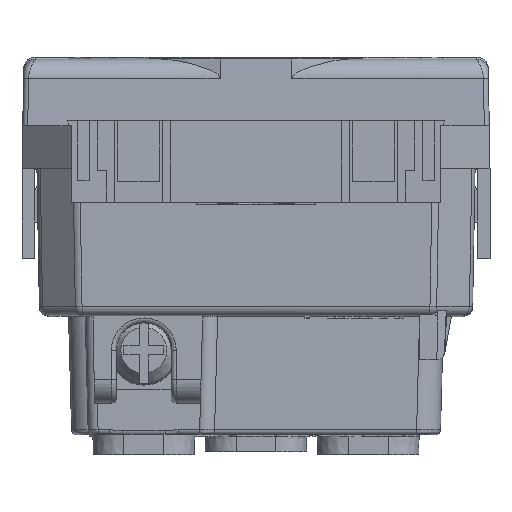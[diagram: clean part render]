
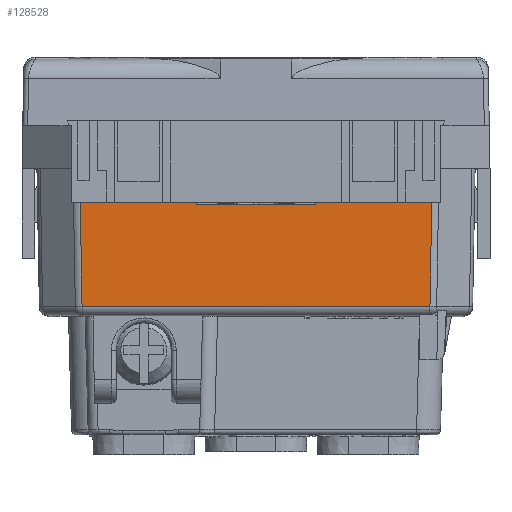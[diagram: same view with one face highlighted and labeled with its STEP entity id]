
A CAD part, top view. The second image highlights one B-rep face of the part: STEP entity #128528.
In plain terms, the highlighted planar face has unit normal (0, -0.018, 1).
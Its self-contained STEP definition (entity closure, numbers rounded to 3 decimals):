
#4912 = DIRECTION ( 'NONE',  ( -1., 0., 0. ) ) ;
#6333 = CARTESIAN_POINT ( 'NONE',  ( 62.713, 28.858, 20.302 ) ) ;
#6524 = VECTOR ( 'NONE', #10948, 1000. ) ;
#7834 = CARTESIAN_POINT ( 'NONE',  ( 62.5, 28.14, 20.29 ) ) ;
#8328 = EDGE_CURVE ( 'NONE', #180751, #159059, #42591, .T. ) ;
#8360 = ORIENTED_EDGE ( 'NONE', *, *, #160080, .T. ) ;
#8948 = VECTOR ( 'NONE', #184173, 1000. ) ;
#10010 = ORIENTED_EDGE ( 'NONE', *, *, #112749, .T. ) ;
#10210 = CARTESIAN_POINT ( 'NONE',  ( 62.5, 27.872, 20.285 ) ) ;
#10948 = DIRECTION ( 'NONE',  ( 1., 0., 0. ) ) ;
#14216 = LINE ( 'NONE', #111373, #111454 ) ;
#15726 = DIRECTION ( 'NONE',  ( -1., 0., 0. ) ) ;
#15769 = EDGE_CURVE ( 'NONE', #49002, #119936, #16933, .T. ) ;
#16933 = LINE ( 'NONE', #75026, #143643 ) ;
#21007 = VECTOR ( 'NONE', #15726, 1000. ) ;
#25946 = VECTOR ( 'NONE', #130384, 1000. ) ;
#26072 = CARTESIAN_POINT ( 'NONE',  ( 51.086, 29.061, 20.306 ) ) ;
#26897 = CARTESIAN_POINT ( 'NONE',  ( 62.71, 28.74, 20.3 ) ) ;
#27676 = CARTESIAN_POINT ( 'NONE',  ( 69.325, 28.743, 20.3 ) ) ;
#28368 = VERTEX_POINT ( 'NONE', #128757 ) ;
#30402 = VERTEX_POINT ( 'NONE', #85956 ) ;
#31588 = CARTESIAN_POINT ( 'NONE',  ( 27.5, 28.14, 20.29 ) ) ;
#32295 = LINE ( 'NONE', #147039, #43757 ) ;
#32744 = VERTEX_POINT ( 'NONE', #136921 ) ;
#34528 = CARTESIAN_POINT ( 'NONE',  ( 45., 28.74, 20.3 ) ) ;
#34606 = LINE ( 'NONE', #26072, #150055 ) ;
#35932 = EDGE_CURVE ( 'NONE', #159059, #30402, #130974, .T. ) ;
#40461 = LINE ( 'NONE', #153302, #8948 ) ;
#42591 = LINE ( 'NONE', #120113, #114966 ) ;
#43757 = VECTOR ( 'NONE', #121607, 1000. ) ;
#49002 = VERTEX_POINT ( 'NONE', #31588 ) ;
#56195 = CARTESIAN_POINT ( 'NONE',  ( 27.531, 14.923, 20.059 ) ) ;
#59364 = CARTESIAN_POINT ( 'NONE',  ( 50.262, 28.14, 20.29 ) ) ;
#64457 = LINE ( 'NONE', #143122, #25946 ) ;
#70454 = CARTESIAN_POINT ( 'NONE',  ( 38.983, 25.14, 20.237 ) ) ;
#75026 = CARTESIAN_POINT ( 'NONE',  ( 27.5, 28.9, 20.303 ) ) ;
#75559 = ORIENTED_EDGE ( 'NONE', *, *, #8328, .T. ) ;
#76309 = CARTESIAN_POINT ( 'NONE',  ( 51.07, 28.14, 20.29 ) ) ;
#76574 = AXIS2_PLACEMENT_3D ( 'NONE', #27676, #116182, #114919 ) ;
#78478 = FACE_OUTER_BOUND ( 'NONE', #91715, .T. ) ;
#85739 = VERTEX_POINT ( 'NONE', #26897 ) ;
#85956 = CARTESIAN_POINT ( 'NONE',  ( 62.469, 14.923, 20.059 ) ) ;
#86589 = VERTEX_POINT ( 'NONE', #7834 ) ;
#87728 = VECTOR ( 'NONE', #111363, 1000. ) ;
#91715 = EDGE_LOOP ( 'NONE', ( #75559, #150342, #94279, #8360, #119916, #126938, #120911, #102677, #179986, #10010, #121078, #117375 ) ) ;
#92057 = EDGE_CURVE ( 'NONE', #28368, #86589, #175715, .T. ) ;
#93322 = VERTEX_POINT ( 'NONE', #104860 ) ;
#94279 = ORIENTED_EDGE ( 'NONE', *, *, #170559, .T. ) ;
#94419 = CARTESIAN_POINT ( 'NONE',  ( 27.5, 28.74, 20.3 ) ) ;
#97535 = CARTESIAN_POINT ( 'NONE',  ( 69.325, 14.923, 20.059 ) ) ;
#98081 = EDGE_CURVE ( 'NONE', #86589, #166659, #40461, .T. ) ;
#99955 = VECTOR ( 'NONE', #4912, 1000. ) ;
#102677 = ORIENTED_EDGE ( 'NONE', *, *, #150088, .T. ) ;
#104860 = CARTESIAN_POINT ( 'NONE',  ( 38.93, 28.14, 20.29 ) ) ;
#107055 = LINE ( 'NONE', #59364, #21007 ) ;
#111363 = DIRECTION ( 'NONE',  ( 0., -1., -0.017 ) ) ;
#111373 = CARTESIAN_POINT ( 'NONE',  ( 69.325, 25.14, 20.237 ) ) ;
#111454 = VECTOR ( 'NONE', #154338, 1000. ) ;
#112749 = EDGE_CURVE ( 'NONE', #93322, #49002, #107055, .T. ) ;
#114919 = DIRECTION ( 'NONE',  ( 0., -1., -0.017 ) ) ;
#114966 = VECTOR ( 'NONE', #134690, 1000. ) ;
#116182 = DIRECTION ( 'NONE',  ( 0., -0.017, 1. ) ) ;
#117375 = ORIENTED_EDGE ( 'NONE', *, *, #164980, .T. ) ;
#119916 = ORIENTED_EDGE ( 'NONE', *, *, #92057, .T. ) ;
#119936 = VERTEX_POINT ( 'NONE', #94419 ) ;
#120113 = CARTESIAN_POINT ( 'NONE',  ( 27.302, 28.009, 20.287 ) ) ;
#120911 = ORIENTED_EDGE ( 'NONE', *, *, #121307, .T. ) ;
#121078 = ORIENTED_EDGE ( 'NONE', *, *, #15769, .T. ) ;
#121256 = EDGE_CURVE ( 'NONE', #129183, #93322, #32295, .T. ) ;
#121307 = EDGE_CURVE ( 'NONE', #166659, #32744, #34606, .T. ) ;
#121607 = DIRECTION ( 'NONE',  ( -0.017, 1., 0.017 ) ) ;
#121961 = DIRECTION ( 'NONE',  ( 0.017, 1., 0.017 ) ) ;
#126938 = ORIENTED_EDGE ( 'NONE', *, *, #98081, .T. ) ;
#128528 = ADVANCED_FACE ( 'NONE', ( #78478 ), #128828, .T. ) ;
#128757 = CARTESIAN_POINT ( 'NONE',  ( 62.5, 28.74, 20.3 ) ) ;
#128828 = PLANE ( 'NONE',  #76574 ) ;
#129183 = VERTEX_POINT ( 'NONE', #70454 ) ;
#130384 = DIRECTION ( 'NONE',  ( -1., 0., 0. ) ) ;
#130974 = LINE ( 'NONE', #97535, #6524 ) ;
#134690 = DIRECTION ( 'NONE',  ( 0.017, -1., -0.017 ) ) ;
#136921 = CARTESIAN_POINT ( 'NONE',  ( 51.017, 25.14, 20.237 ) ) ;
#142792 = LINE ( 'NONE', #34528, #99955 ) ;
#143122 = CARTESIAN_POINT ( 'NONE',  ( 45., 28.74, 20.3 ) ) ;
#143643 = VECTOR ( 'NONE', #147070, 1000. ) ;
#147039 = CARTESIAN_POINT ( 'NONE',  ( 38.929, 28.212, 20.291 ) ) ;
#147070 = DIRECTION ( 'NONE',  ( 0., 1., 0.017 ) ) ;
#147269 = LINE ( 'NONE', #6333, #153925 ) ;
#150055 = VECTOR ( 'NONE', #168921, 1000. ) ;
#150088 = EDGE_CURVE ( 'NONE', #32744, #129183, #14216, .T. ) ;
#150342 = ORIENTED_EDGE ( 'NONE', *, *, #35932, .T. ) ;
#153302 = CARTESIAN_POINT ( 'NONE',  ( 62.5, 28.14, 20.29 ) ) ;
#153925 = VECTOR ( 'NONE', #121961, 1000. ) ;
#154338 = DIRECTION ( 'NONE',  ( -1., 0., 0. ) ) ;
#159059 = VERTEX_POINT ( 'NONE', #56195 ) ;
#160080 = EDGE_CURVE ( 'NONE', #85739, #28368, #142792, .T. ) ;
#164980 = EDGE_CURVE ( 'NONE', #119936, #180751, #64457, .T. ) ;
#166659 = VERTEX_POINT ( 'NONE', #76309 ) ;
#168921 = DIRECTION ( 'NONE',  ( -0.017, -1., -0.017 ) ) ;
#170559 = EDGE_CURVE ( 'NONE', #30402, #85739, #147269, .T. ) ;
#175715 = LINE ( 'NONE', #10210, #87728 ) ;
#179675 = CARTESIAN_POINT ( 'NONE',  ( 27.29, 28.74, 20.3 ) ) ;
#179986 = ORIENTED_EDGE ( 'NONE', *, *, #121256, .T. ) ;
#180751 = VERTEX_POINT ( 'NONE', #179675 ) ;
#184173 = DIRECTION ( 'NONE',  ( -1., 0., 0. ) ) ;
